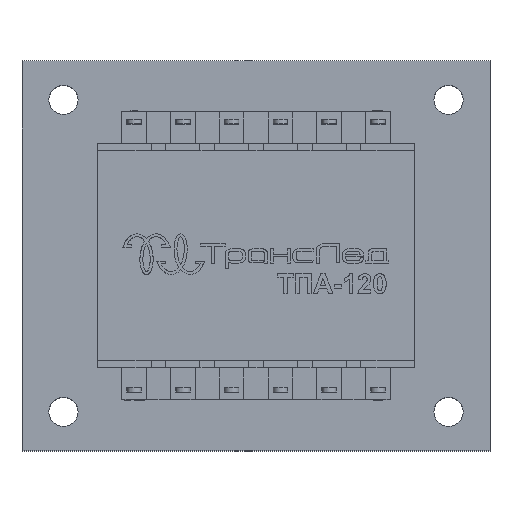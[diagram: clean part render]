
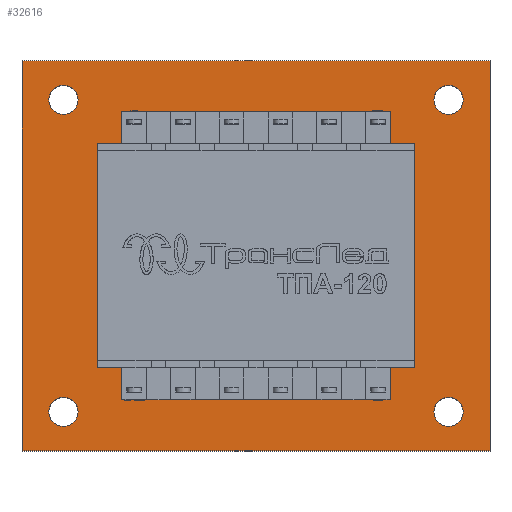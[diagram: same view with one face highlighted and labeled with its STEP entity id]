
A CAD part, top view. The second image highlights one B-rep face of the part: STEP entity #32616.
In plain terms, the highlighted planar face has unit normal (0, 0, 1).
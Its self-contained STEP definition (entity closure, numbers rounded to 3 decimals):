
#1615=FACE_BOUND('',#4949,.T.);
#1616=FACE_BOUND('',#4950,.T.);
#1617=FACE_BOUND('',#4951,.T.);
#1618=FACE_BOUND('',#4952,.T.);
#1619=FACE_BOUND('',#4953,.T.);
#1976=CIRCLE('',#34750,3.);
#1978=CIRCLE('',#34753,3.);
#1980=CIRCLE('',#34756,3.);
#1982=CIRCLE('',#34759,3.);
#2845=FACE_OUTER_BOUND('',#4948,.T.);
#4948=EDGE_LOOP('',(#23920,#23921,#23922,#23923));
#4949=EDGE_LOOP('',(#23924,#23925,#23926,#23927));
#4950=EDGE_LOOP('',(#23928));
#4951=EDGE_LOOP('',(#23929));
#4952=EDGE_LOOP('',(#23930));
#4953=EDGE_LOOP('',(#23931));
#7265=LINE('',#45826,#10869);
#7268=LINE('',#45832,#10872);
#7271=LINE('',#45838,#10875);
#7274=LINE('',#45842,#10878);
#7281=LINE('',#45874,#10885);
#7284=LINE('',#45880,#10888);
#7287=LINE('',#45886,#10891);
#7290=LINE('',#45890,#10894);
#10869=VECTOR('',#38350,10.);
#10872=VECTOR('',#38355,10.);
#10875=VECTOR('',#38360,10.);
#10878=VECTOR('',#38365,10.);
#10885=VECTOR('',#38398,10.);
#10888=VECTOR('',#38403,10.);
#10891=VECTOR('',#38408,10.);
#10894=VECTOR('',#38413,10.);
#14337=VERTEX_POINT('',#45823);
#14338=VERTEX_POINT('',#45825);
#14340=VERTEX_POINT('',#45831);
#14342=VERTEX_POINT('',#45837);
#14344=VERTEX_POINT('',#45846);
#14346=VERTEX_POINT('',#45852);
#14348=VERTEX_POINT('',#45858);
#14350=VERTEX_POINT('',#45864);
#14353=VERTEX_POINT('',#45871);
#14354=VERTEX_POINT('',#45873);
#14356=VERTEX_POINT('',#45879);
#14358=VERTEX_POINT('',#45885);
#17891=EDGE_CURVE('',#14338,#14337,#7265,.T.);
#17894=EDGE_CURVE('',#14340,#14338,#7268,.T.);
#17897=EDGE_CURVE('',#14342,#14340,#7271,.T.);
#17900=EDGE_CURVE('',#14337,#14342,#7274,.T.);
#17903=EDGE_CURVE('',#14344,#14344,#1976,.T.);
#17906=EDGE_CURVE('',#14346,#14346,#1978,.T.);
#17909=EDGE_CURVE('',#14348,#14348,#1980,.T.);
#17912=EDGE_CURVE('',#14350,#14350,#1982,.T.);
#17915=EDGE_CURVE('',#14354,#14353,#7281,.T.);
#17918=EDGE_CURVE('',#14356,#14354,#7284,.T.);
#17921=EDGE_CURVE('',#14358,#14356,#7287,.T.);
#17924=EDGE_CURVE('',#14353,#14358,#7290,.T.);
#23920=ORIENTED_EDGE('',*,*,#17924,.T.);
#23921=ORIENTED_EDGE('',*,*,#17921,.T.);
#23922=ORIENTED_EDGE('',*,*,#17918,.T.);
#23923=ORIENTED_EDGE('',*,*,#17915,.T.);
#23924=ORIENTED_EDGE('',*,*,#17897,.T.);
#23925=ORIENTED_EDGE('',*,*,#17894,.T.);
#23926=ORIENTED_EDGE('',*,*,#17891,.T.);
#23927=ORIENTED_EDGE('',*,*,#17900,.T.);
#23928=ORIENTED_EDGE('',*,*,#17912,.T.);
#23929=ORIENTED_EDGE('',*,*,#17909,.T.);
#23930=ORIENTED_EDGE('',*,*,#17906,.T.);
#23931=ORIENTED_EDGE('',*,*,#17903,.T.);
#31290=PLANE('',#34764);
#32616=ADVANCED_FACE('',(#2845,#1615,#1616,#1617,#1618,#1619),#31290,.T.);
#34750=AXIS2_PLACEMENT_3D('',#45848,#38371,#38372);
#34753=AXIS2_PLACEMENT_3D('',#45854,#38378,#38379);
#34756=AXIS2_PLACEMENT_3D('',#45860,#38385,#38386);
#34759=AXIS2_PLACEMENT_3D('',#45866,#38392,#38393);
#34764=AXIS2_PLACEMENT_3D('',#45891,#38414,#38415);
#38350=DIRECTION('',(0.,-1.,0.));
#38355=DIRECTION('',(1.,0.,0.));
#38360=DIRECTION('',(0.,1.,0.));
#38365=DIRECTION('',(-1.,0.,0.));
#38371=DIRECTION('center_axis',(0.,0.,-1.));
#38372=DIRECTION('ref_axis',(-1.,0.,0.));
#38378=DIRECTION('center_axis',(0.,0.,-1.));
#38379=DIRECTION('ref_axis',(-1.,0.,0.));
#38385=DIRECTION('center_axis',(0.,0.,-1.));
#38386=DIRECTION('ref_axis',(-1.,0.,0.));
#38392=DIRECTION('center_axis',(0.,0.,-1.));
#38393=DIRECTION('ref_axis',(-1.,0.,0.));
#38398=DIRECTION('',(0.,1.,0.));
#38403=DIRECTION('',(1.,0.,0.));
#38408=DIRECTION('',(0.,-1.,0.));
#38413=DIRECTION('',(-1.,0.,0.));
#38414=DIRECTION('center_axis',(0.,0.,1.));
#38415=DIRECTION('ref_axis',(-1.,0.,0.));
#45823=CARTESIAN_POINT('',(-65.5,-99.5,41.));
#45825=CARTESIAN_POINT('',(-65.5,-60.5,41.));
#45826=CARTESIAN_POINT('',(-65.5,-89.75,41.));
#45831=CARTESIAN_POINT('',(-126.5,-60.5,41.));
#45832=CARTESIAN_POINT('',(-80.75,-60.5,41.));
#45837=CARTESIAN_POINT('',(-126.5,-99.5,41.));
#45838=CARTESIAN_POINT('',(-126.5,-70.25,41.));
#45842=CARTESIAN_POINT('',(-111.25,-99.5,41.));
#45846=CARTESIAN_POINT('',(-53.5,-48.,41.));
#45848=CARTESIAN_POINT('Origin',(-56.5,-48.,41.));
#45852=CARTESIAN_POINT('',(-132.5,-112.,41.));
#45854=CARTESIAN_POINT('Origin',(-135.5,-112.,41.));
#45858=CARTESIAN_POINT('',(-53.5,-112.,41.));
#45860=CARTESIAN_POINT('Origin',(-56.5,-112.,41.));
#45864=CARTESIAN_POINT('',(-132.5,-48.,41.));
#45866=CARTESIAN_POINT('Origin',(-135.5,-48.,41.));
#45871=CARTESIAN_POINT('',(-48.,-40.,41.));
#45873=CARTESIAN_POINT('',(-48.,-120.,41.));
#45874=CARTESIAN_POINT('',(-48.,-40.,41.));
#45879=CARTESIAN_POINT('',(-144.,-120.,41.));
#45880=CARTESIAN_POINT('',(-48.,-120.,41.));
#45885=CARTESIAN_POINT('',(-144.,-40.,41.));
#45886=CARTESIAN_POINT('',(-144.,-120.,41.));
#45890=CARTESIAN_POINT('',(-144.,-40.,41.));
#45891=CARTESIAN_POINT('Origin',(-96.,-80.,41.));
